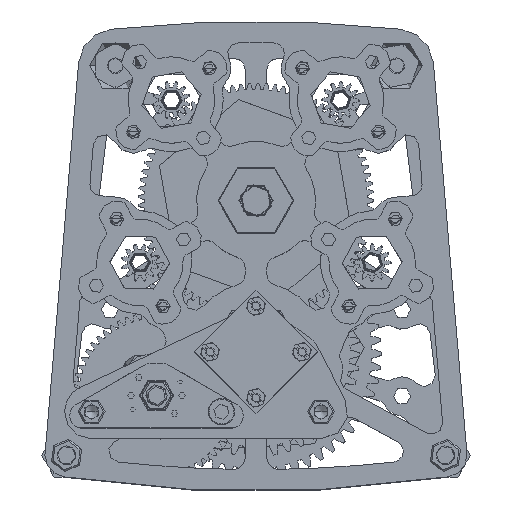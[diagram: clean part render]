
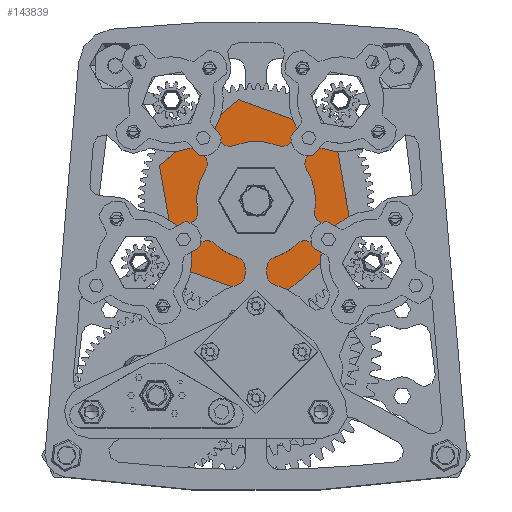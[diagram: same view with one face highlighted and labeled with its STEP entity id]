
A CAD part, top view. The second image highlights one B-rep face of the part: STEP entity #143839.
In plain terms, the highlighted face is planar.
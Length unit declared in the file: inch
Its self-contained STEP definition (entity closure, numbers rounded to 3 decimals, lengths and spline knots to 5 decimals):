
#1463 = DIRECTION ( 'NONE',  ( 1., 0., 0. ) ) ;
#8625 = DIRECTION ( 'NONE',  ( 1., 0., 0. ) ) ;
#12528 = EDGE_CURVE ( 'NONE', #143351, #45236, #114174, .T. ) ;
#26461 = AXIS2_PLACEMENT_3D ( 'NONE', #27563, #107162, #38993 ) ;
#27563 = CARTESIAN_POINT ( 'NONE',  ( 0.3, 0., 0. ) ) ;
#31756 = CARTESIAN_POINT ( 'NONE',  ( 0.3, 0., 0.2625 ) ) ;
#32291 = CIRCLE ( 'NONE', #41260, 1.1875 ) ;
#33059 = ORIENTED_EDGE ( 'NONE', *, *, #119508, .F. ) ;
#36831 = CARTESIAN_POINT ( 'NONE',  ( 0.3, 0., -1.1875 ) ) ;
#38993 = DIRECTION ( 'NONE',  ( 0., 0., -1. ) ) ;
#40334 = CIRCLE ( 'NONE', #46157, 1.1875 ) ;
#41260 = AXIS2_PLACEMENT_3D ( 'NONE', #76795, #8625, #88259 ) ;
#42273 = EDGE_CURVE ( 'NONE', #139107, #55973, #32291, .T. ) ;
#45236 = VERTEX_POINT ( 'NONE', #31756 ) ;
#46157 = AXIS2_PLACEMENT_3D ( 'NONE', #69585, #1463, #81049 ) ;
#51284 = EDGE_CURVE ( 'NONE', #55973, #139107, #40334, .T. ) ;
#55973 = VERTEX_POINT ( 'NONE', #36831 ) ;
#58470 = DIRECTION ( 'NONE',  ( 1., 0., 0. ) ) ;
#60457 = CARTESIAN_POINT ( 'NONE',  ( 0.3, 0., -0.2625 ) ) ;
#61721 = DIRECTION ( 'NONE',  ( 1., 0., 0. ) ) ;
#68974 = ORIENTED_EDGE ( 'NONE', *, *, #51284, .T. ) ;
#69585 = CARTESIAN_POINT ( 'NONE',  ( 0.3, 0., 0. ) ) ;
#71211 = EDGE_LOOP ( 'NONE', ( #68974, #123858 ) ) ;
#76656 = ORIENTED_EDGE ( 'NONE', *, *, #12528, .F. ) ;
#76795 = CARTESIAN_POINT ( 'NONE',  ( 0.3, 0., 0. ) ) ;
#81049 = DIRECTION ( 'NONE',  ( 0., 0., -1. ) ) ;
#83606 = FACE_OUTER_BOUND ( 'NONE', #71211, .T. ) ;
#88259 = DIRECTION ( 'NONE',  ( 0., 0., -1. ) ) ;
#95512 = CARTESIAN_POINT ( 'NONE',  ( 0.3, 0., 0. ) ) ;
#107162 = DIRECTION ( 'NONE',  ( 1., 0., 0. ) ) ;
#110474 = AXIS2_PLACEMENT_3D ( 'NONE', #126519, #58470, #137990 ) ;
#114174 = CIRCLE ( 'NONE', #26461, 0.2625 ) ;
#119508 = EDGE_CURVE ( 'NONE', #45236, #143351, #139671, .T. ) ;
#120636 = EDGE_LOOP ( 'NONE', ( #33059, #76656 ) ) ;
#123858 = ORIENTED_EDGE ( 'NONE', *, *, #42273, .T. ) ;
#126519 = CARTESIAN_POINT ( 'NONE',  ( 0.3, 0., 0. ) ) ;
#129815 = PLANE ( 'NONE',  #146951 ) ;
#137990 = DIRECTION ( 'NONE',  ( 0., 0., -1. ) ) ;
#139107 = VERTEX_POINT ( 'NONE', #145994 ) ;
#139671 = CIRCLE ( 'NONE', #110474, 0.2625 ) ;
#140557 = FACE_BOUND ( 'NONE', #120636, .T. ) ;
#141295 = DIRECTION ( 'NONE',  ( 0., 0., -1. ) ) ;
#143351 = VERTEX_POINT ( 'NONE', #60457 ) ;
#143839 = ADVANCED_FACE ( 'NONE', ( #140557, #83606 ), #129815, .T. ) ;
#145994 = CARTESIAN_POINT ( 'NONE',  ( 0.3, 0., 1.1875 ) ) ;
#146951 = AXIS2_PLACEMENT_3D ( 'NONE', #95512, #61721, #141295 ) ;
